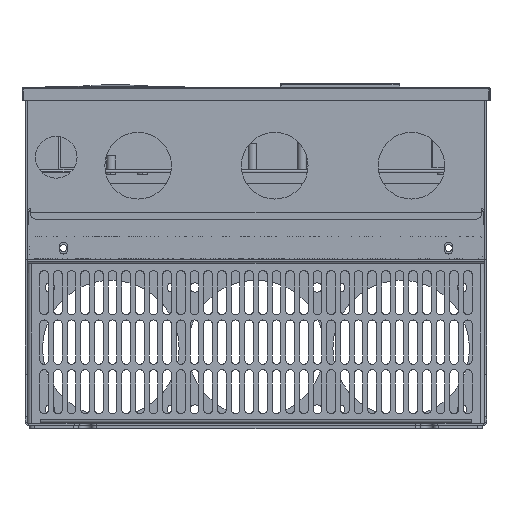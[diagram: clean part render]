
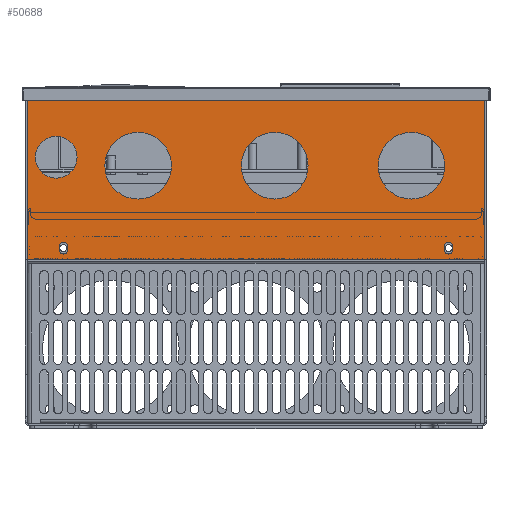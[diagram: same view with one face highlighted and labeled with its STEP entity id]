
A CAD part, front view. The second image highlights one B-rep face of the part: STEP entity #50688.
In plain terms, the highlighted planar face has unit normal (0, -1, 0).
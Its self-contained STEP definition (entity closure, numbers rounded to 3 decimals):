
#49868=DIRECTION('',(-1.,0.,0.));
#49869=VECTOR('',#49868,7.);
#49870=CARTESIAN_POINT('',(134.,0.,195.));
#49871=LINE('',#49870,#49869);
#49904=CARTESIAN_POINT('',(-69.,0.,152.));
#49905=DIRECTION('',(0.,-1.,0.));
#49906=DIRECTION('',(-1.,0.,0.));
#49907=AXIS2_PLACEMENT_3D('',#49904,#49905,#49906);
#49909=CARTESIAN_POINT('',(-69.,0.,152.));
#49910=DIRECTION('',(0.,-1.,0.));
#49911=DIRECTION('',(1.,0.,0.));
#49912=AXIS2_PLACEMENT_3D('',#49909,#49910,#49911);
#49914=CARTESIAN_POINT('',(11.,0.,152.));
#49915=DIRECTION('',(0.,-1.,0.));
#49916=DIRECTION('',(-1.,0.,0.));
#49917=AXIS2_PLACEMENT_3D('',#49914,#49915,#49916);
#49919=CARTESIAN_POINT('',(11.,0.,152.));
#49920=DIRECTION('',(0.,-1.,0.));
#49921=DIRECTION('',(1.,0.,0.));
#49922=AXIS2_PLACEMENT_3D('',#49919,#49920,#49921);
#49924=CARTESIAN_POINT('',(91.,0.,152.));
#49925=DIRECTION('',(0.,-1.,0.));
#49926=DIRECTION('',(-1.,0.,0.));
#49927=AXIS2_PLACEMENT_3D('',#49924,#49925,#49926);
#49929=CARTESIAN_POINT('',(91.,0.,152.));
#49930=DIRECTION('',(0.,-1.,0.));
#49931=DIRECTION('',(1.,0.,0.));
#49932=AXIS2_PLACEMENT_3D('',#49929,#49930,#49931);
#49934=CARTESIAN_POINT('',(-117.,0.,157.));
#49935=DIRECTION('',(0.,-1.,0.));
#49936=DIRECTION('',(-1.,0.,0.));
#49937=AXIS2_PLACEMENT_3D('',#49934,#49935,#49936);
#49939=CARTESIAN_POINT('',(-117.,0.,157.));
#49940=DIRECTION('',(0.,-1.,0.));
#49941=DIRECTION('',(1.,0.,0.));
#49942=AXIS2_PLACEMENT_3D('',#49939,#49940,#49941);
#49944=DIRECTION('',(0.,0.,1.));
#49945=VECTOR('',#49944,2.);
#49946=CARTESIAN_POINT('',(110.3,0.,102.8));
#49947=LINE('',#49946,#49945);
#49948=CARTESIAN_POINT('',(112.8,0.,102.8));
#49949=DIRECTION('',(0.,-1.,0.));
#49950=DIRECTION('',(-1.,0.,0.));
#49951=AXIS2_PLACEMENT_3D('',#49948,#49949,#49950);
#49953=DIRECTION('',(0.,0.,-1.));
#49954=VECTOR('',#49953,2.);
#49955=CARTESIAN_POINT('',(115.3,0.,104.8));
#49956=LINE('',#49955,#49954);
#49957=CARTESIAN_POINT('',(112.8,0.,104.8));
#49958=DIRECTION('',(0.,-1.,0.));
#49959=DIRECTION('',(1.,0.,0.));
#49960=AXIS2_PLACEMENT_3D('',#49957,#49958,#49959);
#49962=DIRECTION('',(0.,0.,1.));
#49963=VECTOR('',#49962,2.);
#49964=CARTESIAN_POINT('',(-115.3,0.,102.8));
#49965=LINE('',#49964,#49963);
#49966=CARTESIAN_POINT('',(-112.8,0.,102.8));
#49967=DIRECTION('',(0.,-1.,0.));
#49968=DIRECTION('',(-1.,0.,0.));
#49969=AXIS2_PLACEMENT_3D('',#49966,#49967,#49968);
#49971=DIRECTION('',(0.,0.,-1.));
#49972=VECTOR('',#49971,2.);
#49973=CARTESIAN_POINT('',(-110.3,0.,104.8));
#49974=LINE('',#49973,#49972);
#49975=CARTESIAN_POINT('',(-112.8,0.,104.8));
#49976=DIRECTION('',(0.,-1.,0.));
#49977=DIRECTION('',(1.,0.,0.));
#49978=AXIS2_PLACEMENT_3D('',#49975,#49976,#49977);
#49980=DIRECTION('',(1.,0.,0.));
#49981=VECTOR('',#49980,0.2);
#49982=CARTESIAN_POINT('',(-134.,0.,97.));
#49983=LINE('',#49982,#49981);
#49984=DIRECTION('',(1.,0.,0.));
#49985=VECTOR('',#49984,7.);
#49986=CARTESIAN_POINT('',(-134.,0.,196.));
#49987=LINE('',#49986,#49985);
#49988=DIRECTION('',(0.,0.,-1.));
#49989=VECTOR('',#49988,0.6);
#49990=CARTESIAN_POINT('',(-127.,0.,196.));
#49991=LINE('',#49990,#49989);
#49992=DIRECTION('',(0.,0.,1.));
#49993=VECTOR('',#49992,0.4);
#49994=CARTESIAN_POINT('',(127.,0.,195.));
#49995=LINE('',#49994,#49993);
#49996=DIRECTION('',(0.,0.,1.));
#49997=VECTOR('',#49996,98.);
#49998=CARTESIAN_POINT('',(134.,0.,97.));
#49999=LINE('',#49998,#49997);
#50000=DIRECTION('',(1.,0.,0.));
#50001=VECTOR('',#50000,0.2);
#50002=CARTESIAN_POINT('',(133.8,0.,97.));
#50003=LINE('',#50002,#50001);
#50279=DIRECTION('',(-1.,0.,0.));
#50280=VECTOR('',#50279,254.);
#50281=CARTESIAN_POINT('',(127.,0.,195.4));
#50282=LINE('',#50281,#50280);
#50300=DIRECTION('',(0.,0.,-1.));
#50301=VECTOR('',#50300,99.);
#50302=CARTESIAN_POINT('',(-134.,0.,196.));
#50303=LINE('',#50302,#50301);
#50348=DIRECTION('',(-1.,0.,0.));
#50349=VECTOR('',#50348,267.6);
#50350=CARTESIAN_POINT('',(133.8,0.,97.));
#50351=LINE('',#50350,#50349);
#50380=CARTESIAN_POINT('',(134.,0.,97.));
#50381=CARTESIAN_POINT('',(134.,0.,195.));
#50382=VERTEX_POINT('',#50380);
#50383=VERTEX_POINT('',#50381);
#50388=CARTESIAN_POINT('',(-134.,0.,97.));
#50390=VERTEX_POINT('',#50388);
#50392=CARTESIAN_POINT('',(127.,0.,195.));
#50394=VERTEX_POINT('',#50392);
#50404=CARTESIAN_POINT('',(127.,0.,195.4));
#50405=VERTEX_POINT('',#50404);
#50406=CARTESIAN_POINT('',(-127.,0.,195.4));
#50407=VERTEX_POINT('',#50406);
#50420=CARTESIAN_POINT('',(-88.5,0.,152.));
#50421=CARTESIAN_POINT('',(-49.5,0.,152.));
#50422=VERTEX_POINT('',#50420);
#50423=VERTEX_POINT('',#50421);
#50428=CARTESIAN_POINT('',(-8.5,0.,152.));
#50429=CARTESIAN_POINT('',(30.5,0.,152.));
#50430=VERTEX_POINT('',#50428);
#50431=VERTEX_POINT('',#50429);
#50432=CARTESIAN_POINT('',(71.5,0.,152.));
#50433=CARTESIAN_POINT('',(110.5,0.,152.));
#50434=VERTEX_POINT('',#50432);
#50435=VERTEX_POINT('',#50433);
#50444=CARTESIAN_POINT('',(-129.25,0.,157.));
#50445=CARTESIAN_POINT('',(-104.75,0.,157.));
#50446=VERTEX_POINT('',#50444);
#50447=VERTEX_POINT('',#50445);
#50468=CARTESIAN_POINT('',(-134.,0.,196.));
#50469=CARTESIAN_POINT('',(-127.,0.,196.));
#50470=VERTEX_POINT('',#50468);
#50471=VERTEX_POINT('',#50469);
#50492=CARTESIAN_POINT('',(133.8,0.,97.));
#50493=VERTEX_POINT('',#50492);
#50494=CARTESIAN_POINT('',(-133.8,0.,97.));
#50495=VERTEX_POINT('',#50494);
#50500=CARTESIAN_POINT('',(110.3,0.,102.8));
#50501=CARTESIAN_POINT('',(110.3,0.,104.8));
#50502=VERTEX_POINT('',#50500);
#50503=VERTEX_POINT('',#50501);
#50504=CARTESIAN_POINT('',(115.3,0.,104.8));
#50505=VERTEX_POINT('',#50504);
#50506=CARTESIAN_POINT('',(115.3,0.,102.8));
#50507=VERTEX_POINT('',#50506);
#50516=CARTESIAN_POINT('',(-115.3,0.,102.8));
#50517=CARTESIAN_POINT('',(-115.3,0.,104.8));
#50518=VERTEX_POINT('',#50516);
#50519=VERTEX_POINT('',#50517);
#50520=CARTESIAN_POINT('',(-110.3,0.,104.8));
#50521=VERTEX_POINT('',#50520);
#50522=CARTESIAN_POINT('',(-110.3,0.,102.8));
#50523=VERTEX_POINT('',#50522);
#50619=CARTESIAN_POINT('',(0.,0.,0.));
#50620=DIRECTION('',(0.,-1.,0.));
#50621=DIRECTION('',(1.,0.,0.));
#50622=AXIS2_PLACEMENT_3D('',#50619,#50620,#50621);
#50623=PLANE('',#50622);
#50625=ORIENTED_EDGE('',*,*,#50624,.F.);
#50627=ORIENTED_EDGE('',*,*,#50626,.F.);
#50629=ORIENTED_EDGE('',*,*,#50628,.T.);
#50631=ORIENTED_EDGE('',*,*,#50630,.T.);
#50633=ORIENTED_EDGE('',*,*,#50632,.F.);
#50634=ORIENTED_EDGE('',*,*,#50609,.F.);
#50635=ORIENTED_EDGE('',*,*,#50555,.F.);
#50637=ORIENTED_EDGE('',*,*,#50636,.F.);
#50639=ORIENTED_EDGE('',*,*,#50638,.F.);
#50641=ORIENTED_EDGE('',*,*,#50640,.T.);
#50642=EDGE_LOOP('',(#50625,#50627,#50629,#50631,#50633,#50634,#50635,#50637,
#50639,#50641));
#50643=FACE_OUTER_BOUND('',#50642,.F.);
#50645=ORIENTED_EDGE('',*,*,#50644,.T.);
#50647=ORIENTED_EDGE('',*,*,#50646,.T.);
#50648=EDGE_LOOP('',(#50645,#50647));
#50649=FACE_BOUND('',#50648,.F.);
#50651=ORIENTED_EDGE('',*,*,#50650,.T.);
#50653=ORIENTED_EDGE('',*,*,#50652,.T.);
#50654=EDGE_LOOP('',(#50651,#50653));
#50655=FACE_BOUND('',#50654,.F.);
#50657=ORIENTED_EDGE('',*,*,#50656,.T.);
#50659=ORIENTED_EDGE('',*,*,#50658,.T.);
#50660=EDGE_LOOP('',(#50657,#50659));
#50661=FACE_BOUND('',#50660,.F.);
#50663=ORIENTED_EDGE('',*,*,#50662,.F.);
#50665=ORIENTED_EDGE('',*,*,#50664,.T.);
#50667=ORIENTED_EDGE('',*,*,#50666,.F.);
#50669=ORIENTED_EDGE('',*,*,#50668,.T.);
#50670=EDGE_LOOP('',(#50663,#50665,#50667,#50669));
#50671=FACE_BOUND('',#50670,.F.);
#50673=ORIENTED_EDGE('',*,*,#50672,.F.);
#50675=ORIENTED_EDGE('',*,*,#50674,.T.);
#50677=ORIENTED_EDGE('',*,*,#50676,.F.);
#50679=ORIENTED_EDGE('',*,*,#50678,.T.);
#50680=EDGE_LOOP('',(#50673,#50675,#50677,#50679));
#50681=FACE_BOUND('',#50680,.F.);
#50683=ORIENTED_EDGE('',*,*,#50682,.T.);
#50685=ORIENTED_EDGE('',*,*,#50684,.T.);
#50686=EDGE_LOOP('',(#50683,#50685));
#50687=FACE_BOUND('',#50686,.F.);
#49908=CIRCLE('',#49907,19.5);
#49913=CIRCLE('',#49912,19.5);
#49918=CIRCLE('',#49917,19.5);
#49923=CIRCLE('',#49922,19.5);
#49928=CIRCLE('',#49927,19.5);
#49933=CIRCLE('',#49932,19.5);
#49938=CIRCLE('',#49937,12.25);
#49943=CIRCLE('',#49942,12.25);
#49952=CIRCLE('',#49951,2.5);
#49961=CIRCLE('',#49960,2.5);
#49970=CIRCLE('',#49969,2.5);
#49979=CIRCLE('',#49978,2.5);
#50555=EDGE_CURVE('',#50383,#50394,#49871,.T.);
#50609=EDGE_CURVE('',#50394,#50405,#49995,.T.);
#50624=EDGE_CURVE('',#50390,#50495,#49983,.T.);
#50626=EDGE_CURVE('',#50470,#50390,#50303,.T.);
#50628=EDGE_CURVE('',#50470,#50471,#49987,.T.);
#50630=EDGE_CURVE('',#50471,#50407,#49991,.T.);
#50632=EDGE_CURVE('',#50405,#50407,#50282,.T.);
#50636=EDGE_CURVE('',#50382,#50383,#49999,.T.);
#50638=EDGE_CURVE('',#50493,#50382,#50003,.T.);
#50640=EDGE_CURVE('',#50493,#50495,#50351,.T.);
#50644=EDGE_CURVE('',#50430,#50431,#49918,.T.);
#50646=EDGE_CURVE('',#50431,#50430,#49923,.T.);
#50650=EDGE_CURVE('',#50434,#50435,#49928,.T.);
#50652=EDGE_CURVE('',#50435,#50434,#49933,.T.);
#50656=EDGE_CURVE('',#50446,#50447,#49938,.T.);
#50658=EDGE_CURVE('',#50447,#50446,#49943,.T.);
#50662=EDGE_CURVE('',#50502,#50503,#49947,.T.);
#50664=EDGE_CURVE('',#50502,#50507,#49952,.T.);
#50666=EDGE_CURVE('',#50505,#50507,#49956,.T.);
#50668=EDGE_CURVE('',#50505,#50503,#49961,.T.);
#50672=EDGE_CURVE('',#50518,#50519,#49965,.T.);
#50674=EDGE_CURVE('',#50518,#50523,#49970,.T.);
#50676=EDGE_CURVE('',#50521,#50523,#49974,.T.);
#50678=EDGE_CURVE('',#50521,#50519,#49979,.T.);
#50682=EDGE_CURVE('',#50422,#50423,#49908,.T.);
#50684=EDGE_CURVE('',#50423,#50422,#49913,.T.);
#50688=ADVANCED_FACE('',(#50643,#50649,#50655,#50661,#50671,#50681,#50687),
#50623,.T.);
